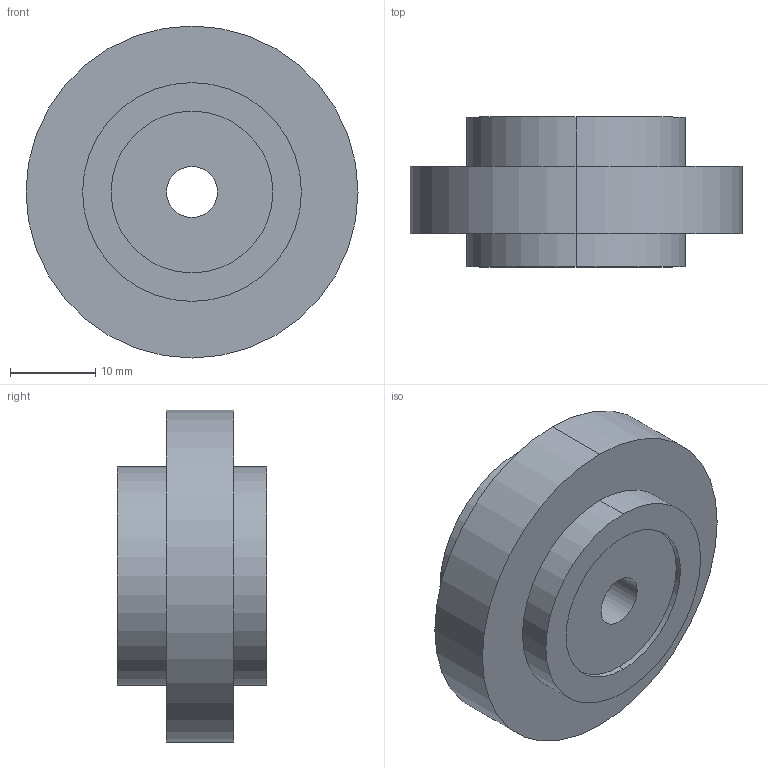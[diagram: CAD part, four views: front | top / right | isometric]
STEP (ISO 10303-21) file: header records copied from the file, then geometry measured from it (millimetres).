
FILE_DESCRIPTION((''),'2;1');
FILE_NAME('12064_KOLO_VODILNO_FI39_U8_ASM','2022-09-19T07:35:11',('PredragRovcanin'),('Audax d.o.o.'),'CREO PARAMETRIC BY PTC INC, 2020281','CREO PARAMETRIC BY PTC INC, 2020281','');
FILE_SCHEMA(('AP242_MANAGED_MODEL_BASED_3D_ENGINEERING_MIM_LF { 1 0 10303 442 1 1 4 }'));
Length unit declared in the file: millimetre
Products named in the file (4): 12064_KOLO_VODILNO_FI39_U8_A; 12064_KOLO_VODILNO_FI39_U8_C; 12064_KOLO_VODILNO_FI39_U8_B; 12064_KOLO_VODILNO_FI39_U8_ASM
Assembly tree (4 placements, depth 2):
  12064_KOLO_VODILNO_FI39_U8_ASM
    12064_KOLO_VODILNO_FI39_U8_A
    12064_KOLO_VODILNO_FI39_U8_C
    12064_KOLO_VODILNO_FI39_U8_B  x2
Bounding box: 39 x 17.6 x 39 mm (x, y, z)
Volume: 13454.2 mm3; surface area: 7233.4 mm2
Topology: 4 solids, 4 shells, 36 faces, 77 edges, 58 vertices
Faces by surface type: cylinder 24, plane 12
Entity records: 1876 total; most frequent: COLOUR_RGB 322, DIRECTION 198, CARTESIAN_POINT 162, ORIENTED_EDGE 120, AXIS2_PLACEMENT_3D 87, PRESENTATION_STYLE_ASSIGNMENT 76, STYLED_ITEM 76, CURVE_STYLE 67
